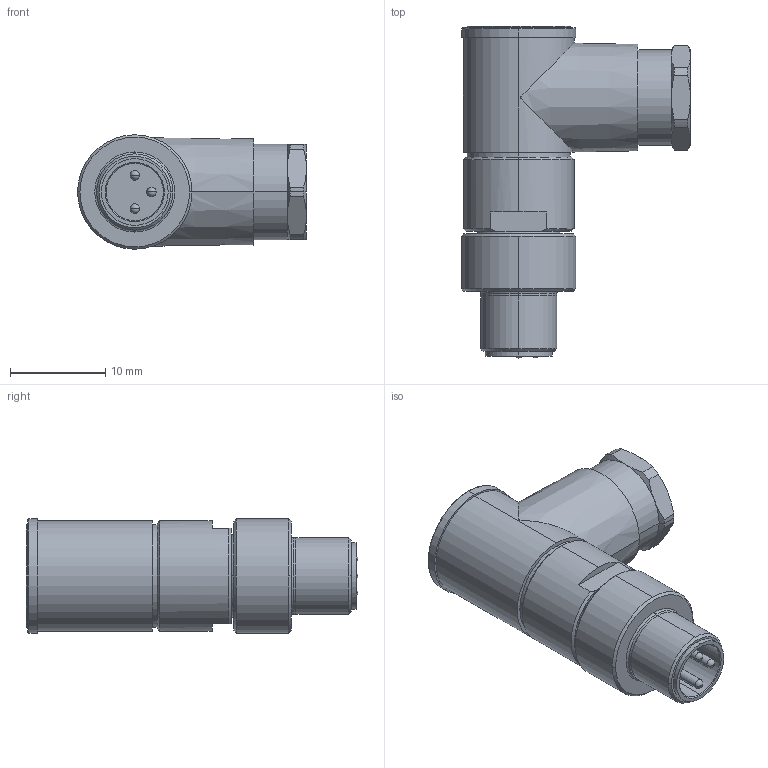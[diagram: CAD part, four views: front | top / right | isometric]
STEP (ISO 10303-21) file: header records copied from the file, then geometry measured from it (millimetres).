
FILE_DESCRIPTION(('SolidDesigner STEP Export'),'2;1');
FILE_NAME('1699902.stp','2008-07-28T13:17:14',(''),(''),'OneSpace Designer STEP processor for AP214 (Solid Model)','OneSpace Designer 14.50 18-Oct-2006 (C) CoCreate Software GmbH','');
FILE_SCHEMA(('AUTOMOTIVE_DESIGN { 1 0 10303 214 1 1 1 1 }'));
Length unit declared in the file: millimetre
Products named in the file (1): 1699902
Bounding box: 24 x 34.8 x 12 mm (x, y, z)
Volume: 4133.9 mm3; surface area: 2309 mm2
Topology: 1 solids, 1 shells, 107 faces, 253 edges, 158 vertices
Faces by surface type: cylinder 38, cone 34, plane 25, sphere 6, torus 4
Entity records: 2676 total; most frequent: CARTESIAN_POINT 569, ORIENTED_EDGE 494, DIRECTION 378, EDGE_CURVE 247, VERTEX_POINT 158, AXIS2_PLACEMENT_3D 153, EDGE_LOOP 123, FACE_OUTER_BOUND 107
